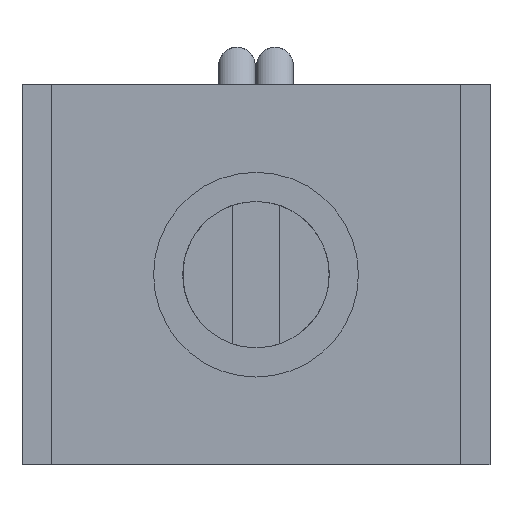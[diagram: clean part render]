
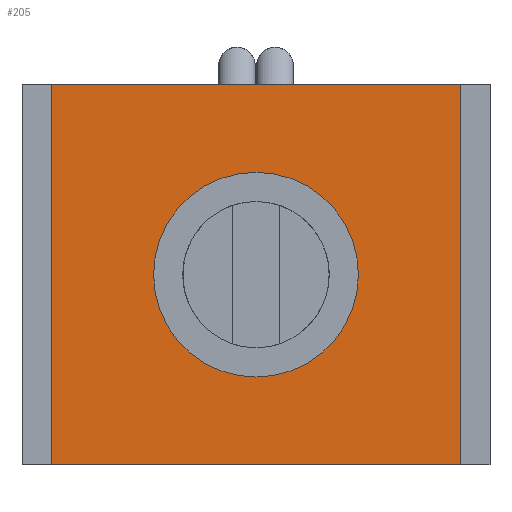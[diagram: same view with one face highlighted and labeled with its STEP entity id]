
A CAD part, left-side view. The second image highlights one B-rep face of the part: STEP entity #205.
In plain terms, the highlighted planar face has unit normal (-1, 0, 0).
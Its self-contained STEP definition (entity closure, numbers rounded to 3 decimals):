
#205 = ADVANCED_FACE( '', ( #400, #401 ), #402, .F. );
#400 = FACE_BOUND( '', #630, .T. );
#401 = FACE_OUTER_BOUND( '', #631, .T. );
#402 = PLANE( '', #632 );
#630 = EDGE_LOOP( '', ( #917 ) );
#631 = EDGE_LOOP( '', ( #918, #919, #920, #921 ) );
#632 = AXIS2_PLACEMENT_3D( '', #922, #923, #924 );
#917 = ORIENTED_EDGE( '', *, *, #1261, .T. );
#918 = ORIENTED_EDGE( '', *, *, #1262, .F. );
#919 = ORIENTED_EDGE( '', *, *, #1229, .F. );
#920 = ORIENTED_EDGE( '', *, *, #1263, .F. );
#921 = ORIENTED_EDGE( '', *, *, #1254, .F. );
#922 = CARTESIAN_POINT( '', ( 0.5, 0., 0. ) );
#923 = DIRECTION( '', ( 1., 0., 0. ) );
#924 = DIRECTION( '', ( 0., 0., -1. ) );
#1229 = EDGE_CURVE( '', #1411, #1413, #1414, .T. );
#1254 = EDGE_CURVE( '', #1452, #1454, #1455, .T. );
#1261 = EDGE_CURVE( '', #1464, #1464, #1465, .T. );
#1262 = EDGE_CURVE( '', #1413, #1452, #1466, .T. );
#1263 = EDGE_CURVE( '', #1454, #1411, #1467, .T. );
#1411 = VERTEX_POINT( '', #1707 );
#1413 = VERTEX_POINT( '', #1710 );
#1414 = LINE( '', #1711, #1712 );
#1452 = VERTEX_POINT( '', #1782 );
#1454 = VERTEX_POINT( '', #1785 );
#1455 = LINE( '', #1786, #1787 );
#1464 = VERTEX_POINT( '', #1797 );
#1465 = CIRCLE( '', #1798, 2.5 );
#1466 = LINE( '', #1799, #1800 );
#1467 = LINE( '', #1801, #1802 );
#1707 = CARTESIAN_POINT( '', ( 0.5, -7., 6.5 ) );
#1710 = CARTESIAN_POINT( '', ( 0.5, -7., -6.5 ) );
#1711 = CARTESIAN_POINT( '', ( 0.5, -7., 6.5 ) );
#1712 = VECTOR( '', #1998, 1000. );
#1782 = CARTESIAN_POINT( '', ( 0.5, 7., -6.5 ) );
#1785 = CARTESIAN_POINT( '', ( 0.5, 7., 6.5 ) );
#1786 = CARTESIAN_POINT( '', ( 0.5, 7., -6.5 ) );
#1787 = VECTOR( '', #2031, 1000. );
#1797 = CARTESIAN_POINT( '', ( 0.5, -2.5, 0. ) );
#1798 = AXIS2_PLACEMENT_3D( '', #2039, #2040, #2041 );
#1799 = CARTESIAN_POINT( '', ( 0.5, -7., -6.5 ) );
#1800 = VECTOR( '', #2042, 1000. );
#1801 = CARTESIAN_POINT( '', ( 0.5, 7., 6.5 ) );
#1802 = VECTOR( '', #2043, 1000. );
#1998 = DIRECTION( '', ( 0., 0., -1. ) );
#2031 = DIRECTION( '', ( 0., 0., 1. ) );
#2039 = CARTESIAN_POINT( '', ( 0.5, 0., 0. ) );
#2040 = DIRECTION( '', ( 1., 0., 0. ) );
#2041 = DIRECTION( '', ( 0., -1., 0. ) );
#2042 = DIRECTION( '', ( 0., 1., 0. ) );
#2043 = DIRECTION( '', ( 0., -1., 0. ) );
